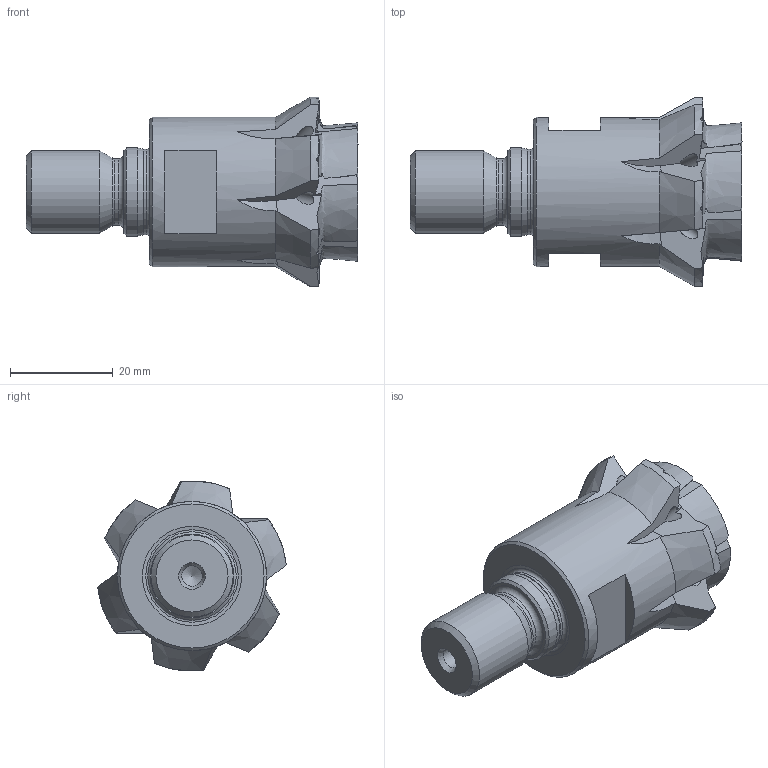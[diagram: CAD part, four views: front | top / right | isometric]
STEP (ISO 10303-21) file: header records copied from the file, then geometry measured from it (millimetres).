
FILE_DESCRIPTION (( 'STEP AP214' ), '1' );
FILE_NAME ('ESF-40-M16-542-6.STEP', '2013-09-19T07:01:44', ( '' ), ( '' ), 'SwSTEP 2.0', 'SolidWorks 2013', '' );
FILE_SCHEMA (( 'AUTOMOTIVE_DESIGN' ));
Length unit declared in the file: millimetre
Products named in the file (1): ESF-40-M16-542-6
Bounding box: 64.54 x 36.7 x 36.93 mm (x, y, z)
Volume: 29722.2 mm3; surface area: 8330.6 mm2
Topology: 1 solids, 1 shells, 152 faces, 440 edges, 282 vertices
Faces by surface type: plane 84, cylinder 24, bspline 24, cone 16, torus 4
Full cylindrical faces by diameter (mm): 2.5 x6, 4 x1, 13 x1, 16 x1, 16.6 x1, 17.2 x1, 29 x1
Entity records: 7266 total; most frequent: CARTESIAN_POINT 3937, ORIENTED_EDGE 792, DIRECTION 509, EDGE_CURVE 396, VERTEX_POINT 270, AXIS2_PLACEMENT_3D 195, EDGE_LOOP 186, B_SPLINE_CURVE_WITH_KNOTS 168
